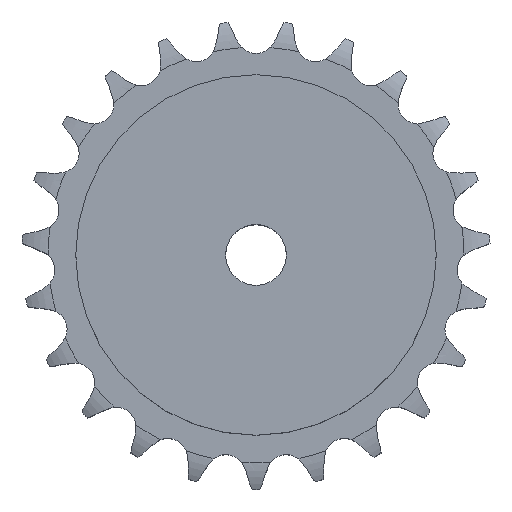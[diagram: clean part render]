
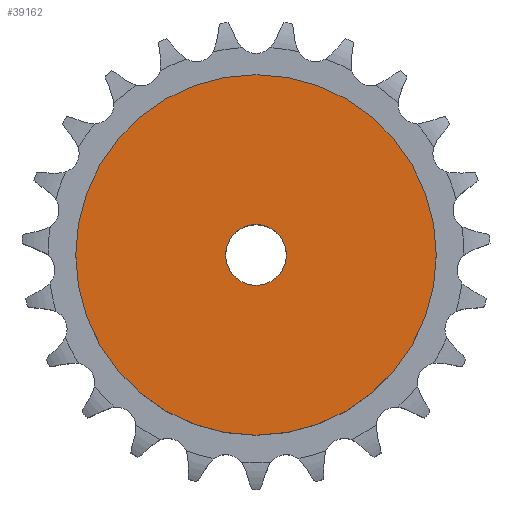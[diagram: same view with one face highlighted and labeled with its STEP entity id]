
A CAD part, top view. The second image highlights one B-rep face of the part: STEP entity #39162.
In plain terms, the highlighted planar face has unit normal (0, 0, 1).
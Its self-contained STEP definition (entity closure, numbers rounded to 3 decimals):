
#20938 = CYLINDRICAL_SURFACE('',#20939,8.);
#20939 = AXIS2_PLACEMENT_3D('',#20940,#20941,#20942);
#20940 = CARTESIAN_POINT('',(0.,0.,194.669));
#20941 = DIRECTION('',(0.,0.,1.));
#20942 = DIRECTION('',(1.,0.,0.));
#26891 = EDGE_CURVE('',#26892,#26892,#26894,.T.);
#26892 = VERTEX_POINT('',#26893);
#26893 = CARTESIAN_POINT('',(8.,0.,45.));
#26894 = SURFACE_CURVE('',#26895,(#26900,#26907),.PCURVE_S1.);
#26895 = CIRCLE('',#26896,8.);
#26896 = AXIS2_PLACEMENT_3D('',#26897,#26898,#26899);
#26897 = CARTESIAN_POINT('',(0.,0.,45.));
#26898 = DIRECTION('',(0.,0.,1.));
#26899 = DIRECTION('',(1.,0.,0.));
#26900 = PCURVE('',#20938,#26901);
#26901 = DEFINITIONAL_REPRESENTATION('',(#26902),#26906);
#26902 = LINE('',#26903,#26904);
#26903 = CARTESIAN_POINT('',(0.,-149.669));
#26904 = VECTOR('',#26905,1.);
#26905 = DIRECTION('',(1.,0.));
#26906 = ( GEOMETRIC_REPRESENTATION_CONTEXT(2) 
PARAMETRIC_REPRESENTATION_CONTEXT() REPRESENTATION_CONTEXT('2D SPACE',''
  ) );
#26907 = PCURVE('',#26908,#26913);
#26908 = PLANE('',#26909);
#26909 = AXIS2_PLACEMENT_3D('',#26910,#26911,#26912);
#26910 = CARTESIAN_POINT('',(0.,0.,45.)
  );
#26911 = DIRECTION('',(0.,0.,1.));
#26912 = DIRECTION('',(1.,0.,0.));
#26913 = DEFINITIONAL_REPRESENTATION('',(#26914),#26918);
#26914 = CIRCLE('',#26915,8.);
#26915 = AXIS2_PLACEMENT_2D('',#26916,#26917);
#26916 = CARTESIAN_POINT('',(0.,0.));
#26917 = DIRECTION('',(1.,0.));
#26918 = ( GEOMETRIC_REPRESENTATION_CONTEXT(2) 
PARAMETRIC_REPRESENTATION_CONTEXT() REPRESENTATION_CONTEXT('2D SPACE',''
  ) );
#39162 = ADVANCED_FACE('',(#39163,#39194),#26908,.T.);
#39163 = FACE_BOUND('',#39164,.T.);
#39164 = EDGE_LOOP('',(#39165));
#39165 = ORIENTED_EDGE('',*,*,#39166,.T.);
#39166 = EDGE_CURVE('',#39167,#39167,#39169,.T.);
#39167 = VERTEX_POINT('',#39168);
#39168 = CARTESIAN_POINT('',(47.5,0.,45.));
#39169 = SURFACE_CURVE('',#39170,(#39175,#39182),.PCURVE_S1.);
#39170 = CIRCLE('',#39171,47.5);
#39171 = AXIS2_PLACEMENT_3D('',#39172,#39173,#39174);
#39172 = CARTESIAN_POINT('',(0.,0.,45.));
#39173 = DIRECTION('',(0.,0.,1.));
#39174 = DIRECTION('',(1.,0.,0.));
#39175 = PCURVE('',#26908,#39176);
#39176 = DEFINITIONAL_REPRESENTATION('',(#39177),#39181);
#39177 = CIRCLE('',#39178,47.5);
#39178 = AXIS2_PLACEMENT_2D('',#39179,#39180);
#39179 = CARTESIAN_POINT('',(0.,0.));
#39180 = DIRECTION('',(1.,0.));
#39181 = ( GEOMETRIC_REPRESENTATION_CONTEXT(2) 
PARAMETRIC_REPRESENTATION_CONTEXT() REPRESENTATION_CONTEXT('2D SPACE',''
  ) );
#39182 = PCURVE('',#39183,#39188);
#39183 = CYLINDRICAL_SURFACE('',#39184,47.5);
#39184 = AXIS2_PLACEMENT_3D('',#39185,#39186,#39187);
#39185 = CARTESIAN_POINT('',(0.,0.,0.));
#39186 = DIRECTION('',(-0.,-0.,-1.));
#39187 = DIRECTION('',(1.,0.,0.));
#39188 = DEFINITIONAL_REPRESENTATION('',(#39189),#39193);
#39189 = LINE('',#39190,#39191);
#39190 = CARTESIAN_POINT('',(-0.,-45.));
#39191 = VECTOR('',#39192,1.);
#39192 = DIRECTION('',(-1.,0.));
#39193 = ( GEOMETRIC_REPRESENTATION_CONTEXT(2) 
PARAMETRIC_REPRESENTATION_CONTEXT() REPRESENTATION_CONTEXT('2D SPACE',''
  ) );
#39194 = FACE_BOUND('',#39195,.T.);
#39195 = EDGE_LOOP('',(#39196));
#39196 = ORIENTED_EDGE('',*,*,#26891,.F.);
